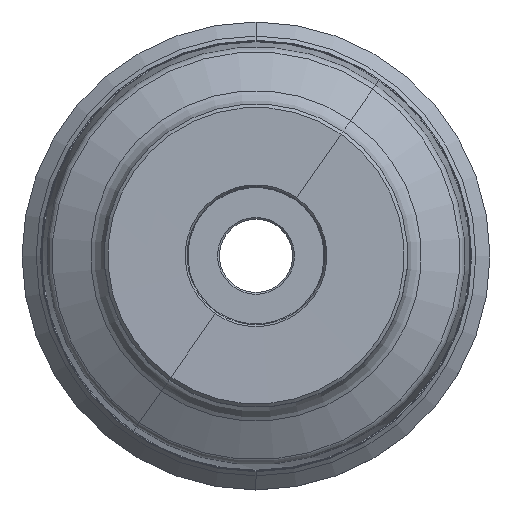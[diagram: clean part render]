
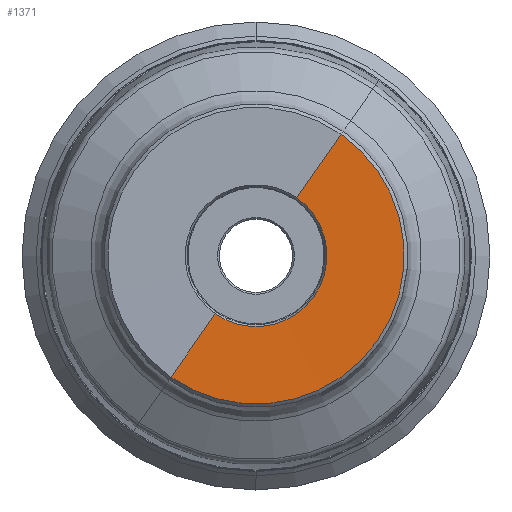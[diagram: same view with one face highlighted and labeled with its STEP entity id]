
A CAD part, top view. The second image highlights one B-rep face of the part: STEP entity #1371.
In plain terms, the highlighted conical face has half-angle 89.9 degrees and reference radius 32.152 mm.
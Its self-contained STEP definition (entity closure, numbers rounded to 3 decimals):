
#41=CARTESIAN_POINT('',(0.,0.,0.));
#42=DIRECTION('',(0.,0.,-1.));
#43=DIRECTION('',(0.574,0.819,0.));
#44=AXIS2_PLACEMENT_3D('',#41,#42,#43);
#50=DIRECTION('',(-0.574,-0.819,-0.002));
#51=VECTOR('',#50,22.696);
#52=CARTESIAN_POINT('',(24.951,35.633,0.));
#53=LINE('',#52,#51);
#57=DIRECTION('',(0.574,0.819,-0.002));
#58=VECTOR('',#57,22.696);
#59=CARTESIAN_POINT('',(-24.951,-35.633,0.));
#60=LINE('',#59,#58);
#94=CARTESIAN_POINT('',(0.,0.,-0.04));
#95=DIRECTION('',(0.,0.,-1.));
#96=DIRECTION('',(0.574,0.819,0.));
#97=AXIS2_PLACEMENT_3D('',#94,#95,#96);
#1200=CARTESIAN_POINT('',(24.951,35.633,0.));
#1201=CARTESIAN_POINT('',(11.933,17.042,
-0.04));
#1202=VERTEX_POINT('',#1200);
#1203=VERTEX_POINT('',#1201);
#1254=CARTESIAN_POINT('',(-24.951,-35.633,0.));
#1255=CARTESIAN_POINT('',(-11.933,-17.042,
-0.04));
#1256=VERTEX_POINT('',#1254);
#1257=VERTEX_POINT('',#1255);
#1356=CARTESIAN_POINT('',(0.,0.,-0.02));
#1357=DIRECTION('',(0.,0.,1.));
#1358=DIRECTION('',(0.574,0.819,0.));
#1359=AXIS2_PLACEMENT_3D('',#1356,#1357,#1358);
#1360=CONICAL_SURFACE('',#1359,32.152,89.9);
#1362=ORIENTED_EDGE('',*,*,#1361,.F.);
#1364=ORIENTED_EDGE('',*,*,#1363,.T.);
#1366=ORIENTED_EDGE('',*,*,#1365,.T.);
#1368=ORIENTED_EDGE('',*,*,#1367,.F.);
#1369=EDGE_LOOP('',(#1362,#1364,#1366,#1368));
#1370=FACE_OUTER_BOUND('',#1369,.F.);
#45=CIRCLE('',#44,43.5);
#98=CIRCLE('',#97,20.804);
#1361=EDGE_CURVE('',#1202,#1203,#53,.T.);
#1363=EDGE_CURVE('',#1202,#1256,#45,.T.);
#1365=EDGE_CURVE('',#1256,#1257,#60,.T.);
#1367=EDGE_CURVE('',#1203,#1257,#98,.T.);
#1371=ADVANCED_FACE('',(#1370),#1360,.F.);
